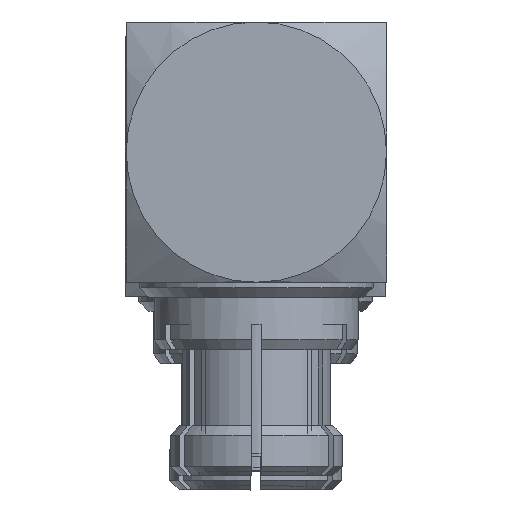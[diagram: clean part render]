
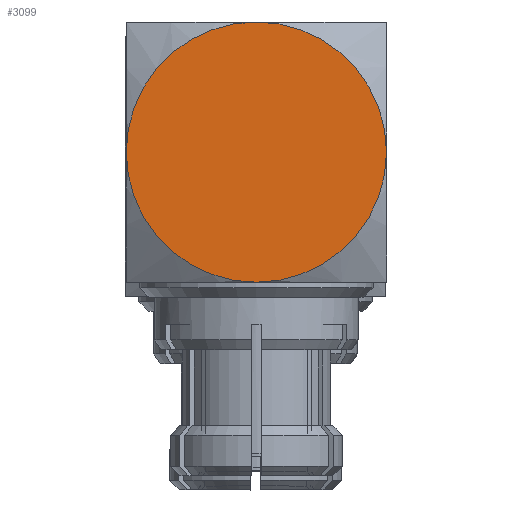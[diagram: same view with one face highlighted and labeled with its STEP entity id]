
A CAD part, top view. The second image highlights one B-rep face of the part: STEP entity #3099.
In plain terms, the highlighted face is planar.
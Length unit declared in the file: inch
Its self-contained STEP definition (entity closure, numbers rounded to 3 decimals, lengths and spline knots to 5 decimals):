
#261 = CARTESIAN_POINT ( 'NONE',  ( 0., 0.0689, 0.0689 ) ) ;
#300 = EDGE_CURVE ( 'NONE', #2206, #4123, #3402, .T. ) ;
#388 = CARTESIAN_POINT ( 'NONE',  ( 0.0689, 0.0689, 0. ) ) ;
#675 = AXIS2_PLACEMENT_3D ( 'NONE', #728, #2285, #2624 ) ;
#728 = CARTESIAN_POINT ( 'NONE',  ( 0., 0.0689, 0. ) ) ;
#1036 = ORIENTED_EDGE ( 'NONE', *, *, #2137, .T. ) ;
#1537 = DIRECTION ( 'NONE',  ( 0., 0., 1. ) ) ;
#1696 = AXIS2_PLACEMENT_3D ( 'NONE', #2902, #3967, #3264 ) ;
#1787 = CIRCLE ( 'NONE', #675, 0.0689 ) ;
#1847 = AXIS2_PLACEMENT_3D ( 'NONE', #4796, #3992, #4877 ) ;
#1892 = AXIS2_PLACEMENT_3D ( 'NONE', #2792, #3209, #4336 ) ;
#1922 = ORIENTED_EDGE ( 'NONE', *, *, #300, .T. ) ;
#1951 = VERTEX_POINT ( 'NONE', #261 ) ;
#2035 = EDGE_CURVE ( 'NONE', #2284, #1951, #1787, .T. ) ;
#2060 = PLANE ( 'NONE',  #1696 ) ;
#2137 = EDGE_CURVE ( 'NONE', #4123, #2284, #3451, .T. ) ;
#2206 = VERTEX_POINT ( 'NONE', #388 ) ;
#2284 = VERTEX_POINT ( 'NONE', #2963 ) ;
#2285 = DIRECTION ( 'NONE',  ( 0., 1., 0. ) ) ;
#2370 = ORIENTED_EDGE ( 'NONE', *, *, #2035, .T. ) ;
#2413 = AXIS2_PLACEMENT_3D ( 'NONE', #4246, #4194, #1537 ) ;
#2624 = DIRECTION ( 'NONE',  ( 0., 0., 1. ) ) ;
#2792 = CARTESIAN_POINT ( 'NONE',  ( 0., 0.0689, 0. ) ) ;
#2902 = CARTESIAN_POINT ( 'NONE',  ( -0.0689, 0.0689, 0.0689 ) ) ;
#2956 = CARTESIAN_POINT ( 'NONE',  ( 0., 0.0689, -0.0689 ) ) ;
#2963 = CARTESIAN_POINT ( 'NONE',  ( -0.0689, 0.0689, 0. ) ) ;
#3099 = ADVANCED_FACE ( 'NONE', ( #3242 ), #2060, .F. ) ;
#3128 = CIRCLE ( 'NONE', #1847, 0.0689 ) ;
#3209 = DIRECTION ( 'NONE',  ( 0., 1., 0. ) ) ;
#3242 = FACE_OUTER_BOUND ( 'NONE', #4096, .T. ) ;
#3264 = DIRECTION ( 'NONE',  ( 0., 0., -1. ) ) ;
#3402 = CIRCLE ( 'NONE', #1892, 0.0689 ) ;
#3451 = CIRCLE ( 'NONE', #2413, 0.0689 ) ;
#3967 = DIRECTION ( 'NONE',  ( 0., -1., 0. ) ) ;
#3992 = DIRECTION ( 'NONE',  ( 0., 1., 0. ) ) ;
#4017 = EDGE_CURVE ( 'NONE', #1951, #2206, #3128, .T. ) ;
#4096 = EDGE_LOOP ( 'NONE', ( #1922, #1036, #2370, #4346 ) ) ;
#4123 = VERTEX_POINT ( 'NONE', #2956 ) ;
#4194 = DIRECTION ( 'NONE',  ( 0., 1., 0. ) ) ;
#4246 = CARTESIAN_POINT ( 'NONE',  ( 0., 0.0689, 0. ) ) ;
#4336 = DIRECTION ( 'NONE',  ( 0., 0., 1. ) ) ;
#4346 = ORIENTED_EDGE ( 'NONE', *, *, #4017, .T. ) ;
#4796 = CARTESIAN_POINT ( 'NONE',  ( 0., 0.0689, 0. ) ) ;
#4877 = DIRECTION ( 'NONE',  ( 0., 0., 1. ) ) ;
